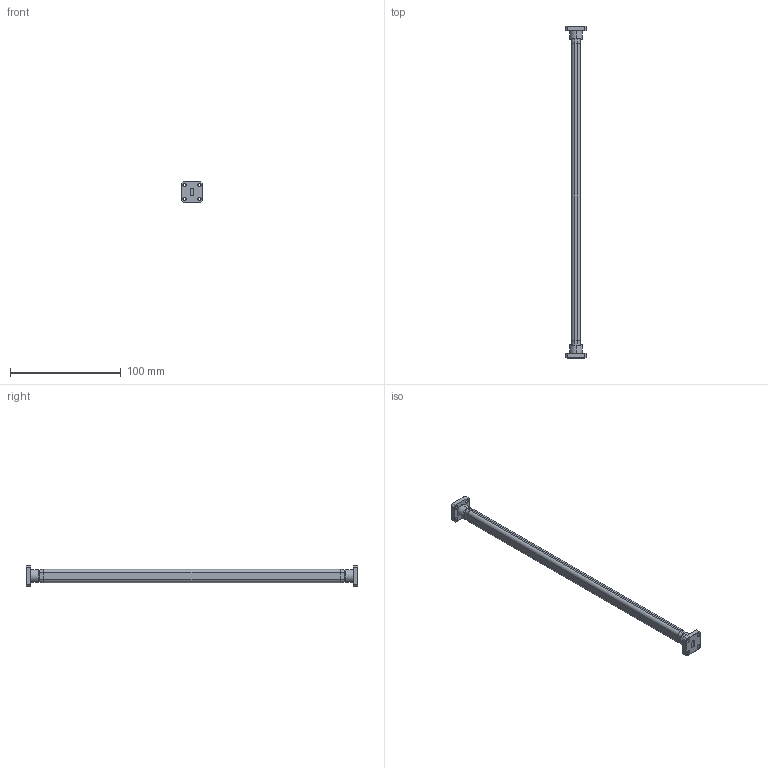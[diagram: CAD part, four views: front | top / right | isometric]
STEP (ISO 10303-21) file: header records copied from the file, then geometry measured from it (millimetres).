
FILE_DESCRIPTION (( 'STEP AP203' ), '1' );
FILE_NAME ('SWG-28118-FB-FT-G.STEP', '2018-05-31T01:06:04', ( '' ), ( '' ), 'SwSTEP 2.0', 'SolidWorks 2016', '' );
FILE_SCHEMA (( 'CONFIG_CONTROL_DESIGN' ));
Length unit declared in the file: inch
Products named in the file (2): SWG-28118-FB-FT-G
Bounding box: 19.1 x 300 x 19.1 mm (x, y, z)
Volume: 28671.8 mm3; surface area: 12255.2 mm2
Topology: 1 solids, 1 shells, 138 faces, 328 edges, 196 vertices
Faces by surface type: plane 62, cone 40, cylinder 32, bspline 4
Entity records: 4245 total; most frequent: CARTESIAN_POINT 864, DIRECTION 688, ORIENTED_EDGE 656, EDGE_CURVE 328, AXIS2_PLACEMENT_3D 244, LINE 200, VECTOR 200, VERTEX_POINT 196
